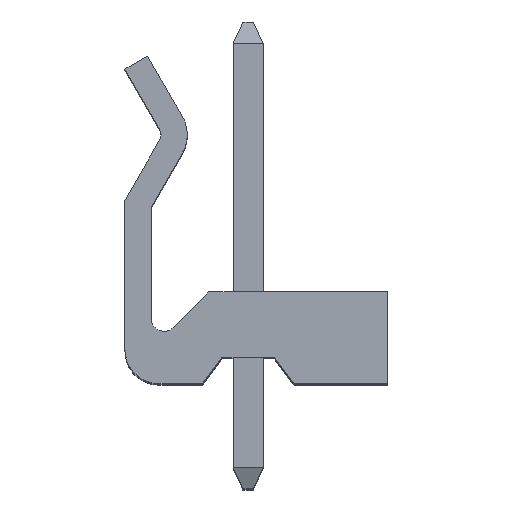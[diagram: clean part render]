
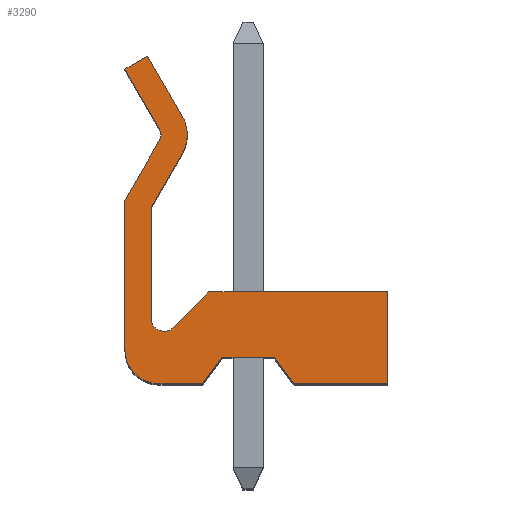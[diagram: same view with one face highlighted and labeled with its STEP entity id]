
A CAD part, top view. The second image highlights one B-rep face of the part: STEP entity #3290.
In plain terms, the highlighted planar face has unit normal (0, 0, 1).
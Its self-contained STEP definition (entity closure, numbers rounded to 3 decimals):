
#3290=ADVANCED_FACE('',(#3624),#3626,.F.);
#3624=FACE_BOUND('',#3625,.T.);
#3625=EDGE_LOOP('',(#3857,#3858,#3859,#3860,#3861,#3862,#3863,#3864,#3865,#3866,
#3867,#3868,#3869,#3870,#3871,#3872,#3873,#3874,#3875));
#3626=PLANE('',#3627);
#3627=AXIS2_PLACEMENT_3D('',#3628,#3629,#3630);
#3628=CARTESIAN_POINT('',(0.981,9.5,11.95));
#3629=DIRECTION('',(-0.,0.,-1.));
#3630=DIRECTION('',(-1.,0.,0.));
#3857=ORIENTED_EDGE('',*,*,#4008,.T.);
#3858=ORIENTED_EDGE('',*,*,#3952,.F.);
#3859=ORIENTED_EDGE('',*,*,#3945,.F.);
#3860=ORIENTED_EDGE('',*,*,#3942,.F.);
#3861=ORIENTED_EDGE('',*,*,#3988,.T.);
#3862=ORIENTED_EDGE('',*,*,#3985,.T.);
#3863=ORIENTED_EDGE('',*,*,#3978,.T.);
#3864=ORIENTED_EDGE('',*,*,#3975,.T.);
#3865=ORIENTED_EDGE('',*,*,#3972,.T.);
#3866=ORIENTED_EDGE('',*,*,#3969,.T.);
#3867=ORIENTED_EDGE('',*,*,#3966,.T.);
#3868=ORIENTED_EDGE('',*,*,#3963,.T.);
#3869=ORIENTED_EDGE('',*,*,#3960,.T.);
#3870=ORIENTED_EDGE('',*,*,#4006,.T.);
#3871=ORIENTED_EDGE('',*,*,#4003,.T.);
#3872=ORIENTED_EDGE('',*,*,#4000,.T.);
#3873=ORIENTED_EDGE('',*,*,#3997,.T.);
#3874=ORIENTED_EDGE('',*,*,#3994,.T.);
#3875=ORIENTED_EDGE('',*,*,#3956,.T.);
#3942=EDGE_CURVE('',#4068,#4070,#4071,.T.);
#3945=EDGE_CURVE('',#4070,#4075,#4076,.T.);
#3952=EDGE_CURVE('',#4075,#4088,#4089,.T.);
#3956=EDGE_CURVE('',#4096,#4094,#4097,.T.);
#3960=EDGE_CURVE('',#4104,#4102,#4105,.T.);
#3963=EDGE_CURVE('',#4109,#4104,#4110,.T.);
#3966=EDGE_CURVE('',#4114,#4109,#4115,.T.);
#3969=EDGE_CURVE('',#4119,#4114,#4120,.T.);
#3972=EDGE_CURVE('',#4124,#4119,#4125,.T.);
#3975=EDGE_CURVE('',#4129,#4124,#4130,.T.);
#3978=EDGE_CURVE('',#4134,#4129,#4135,.T.);
#3985=EDGE_CURVE('',#4147,#4134,#4148,.T.);
#3988=EDGE_CURVE('',#4068,#4147,#4151,.T.);
#3994=EDGE_CURVE('',#4162,#4096,#4163,.T.);
#3997=EDGE_CURVE('',#4167,#4162,#4168,.T.);
#4000=EDGE_CURVE('',#4172,#4167,#4173,.T.);
#4003=EDGE_CURVE('',#4177,#4172,#4178,.T.);
#4006=EDGE_CURVE('',#4102,#4177,#4181,.T.);
#4008=EDGE_CURVE('',#4094,#4088,#4183,.T.);
#4068=VERTEX_POINT('',#4305);
#4070=VERTEX_POINT('',#4309);
#4071=LINE('',#4310,#4311);
#4075=VERTEX_POINT('',#4320);
#4076=LINE('',#4321,#4322);
#4088=VERTEX_POINT('',#4347);
#4089=LINE('',#4348,#4349);
#4094=VERTEX_POINT('',#4360);
#4096=VERTEX_POINT('',#4364);
#4097=CIRCLE('',#4365,1.3);
#4102=VERTEX_POINT('',#4377);
#4104=VERTEX_POINT('',#4381);
#4105=LINE('',#4382,#4383);
#4109=VERTEX_POINT('',#4393);
#4110=CIRCLE('',#4394,1.4);
#4114=VERTEX_POINT('',#4405);
#4115=LINE('',#4406,#4407);
#4119=VERTEX_POINT('',#4416);
#4120=LINE('',#4417,#4418);
#4124=VERTEX_POINT('',#4428);
#4125=CIRCLE('',#4429,0.5);
#4129=VERTEX_POINT('',#4440);
#4130=LINE('',#4441,#4442);
#4134=VERTEX_POINT('',#4451);
#4135=LINE('',#4452,#4453);
#4147=VERTEX_POINT('',#4478);
#4148=LINE('',#4479,#4480);
#4151=LINE('',#4488,#4489);
#4162=VERTEX_POINT('',#4511);
#4163=LINE('',#4512,#4513);
#4167=VERTEX_POINT('',#4522);
#4168=LINE('',#4523,#4524);
#4172=VERTEX_POINT('',#4534);
#4173=CIRCLE('',#4535,0.4);
#4177=VERTEX_POINT('',#4546);
#4178=LINE('',#4547,#4548);
#4181=LINE('',#4556,#4557);
#4183=LINE('',#4562,#4563);
#4305=CARTESIAN_POINT('',(6.45,0.,11.95));
#4309=CARTESIAN_POINT('',(5.7,1.,11.95));
#4310=CARTESIAN_POINT('',(6.45,0.,11.95));
#4311=VECTOR('',#4312,1.);
#4312=DIRECTION('',(-0.6,0.8,0.));
#4320=CARTESIAN_POINT('',(3.7,1.,11.95));
#4321=CARTESIAN_POINT('',(5.7,1.,11.95));
#4322=VECTOR('',#4323,1.);
#4323=DIRECTION('',(-1.,0.,0.));
#4347=CARTESIAN_POINT('',(2.95,0.,11.95));
#4348=CARTESIAN_POINT('',(3.7,1.,11.95));
#4349=VECTOR('',#4350,1.);
#4350=DIRECTION('',(-0.6,-0.8,0.));
#4360=CARTESIAN_POINT('',(1.3,0.,11.95));
#4364=CARTESIAN_POINT('',(0.,1.3,11.95));
#4365=AXIS2_PLACEMENT_3D('',#4366,#4367,#4368);
#4366=CARTESIAN_POINT('',(1.3,1.3,11.95));
#4367=DIRECTION('',(0.,0.,1.));
#4368=DIRECTION('',(-1.,0.,0.));
#4377=CARTESIAN_POINT('',(0.866,12.5,11.95));
#4381=CARTESIAN_POINT('',(2.194,10.2,11.95));
#4382=CARTESIAN_POINT('',(2.194,10.2,11.95));
#4383=VECTOR('',#4384,1.);
#4384=DIRECTION('',(-0.5,0.866,0.));
#4393=CARTESIAN_POINT('',(2.194,8.8,11.95));
#4394=AXIS2_PLACEMENT_3D('',#4395,#4396,#4397);
#4395=CARTESIAN_POINT('',(0.981,9.5,11.95));
#4396=DIRECTION('',(0.,-0.,1.));
#4397=DIRECTION('',(0.866,-0.5,0.));
#4405=CARTESIAN_POINT('',(1.,6.732,11.95));
#4406=CARTESIAN_POINT('',(1.,6.732,11.95));
#4407=VECTOR('',#4408,1.);
#4408=DIRECTION('',(0.5,0.866,0.));
#4416=CARTESIAN_POINT('',(1.,2.5,11.95));
#4417=CARTESIAN_POINT('',(1.,2.5,11.95));
#4418=VECTOR('',#4419,1.);
#4419=DIRECTION('',(0.,1.,0.));
#4428=CARTESIAN_POINT('',(1.854,2.146,11.95));
#4429=AXIS2_PLACEMENT_3D('',#4430,#4431,#4432);
#4430=CARTESIAN_POINT('',(1.5,2.5,11.95));
#4431=DIRECTION('',(-0.,0.,-1.));
#4432=DIRECTION('',(0.707,-0.707,0.));
#4440=CARTESIAN_POINT('',(3.207,3.5,11.95));
#4441=CARTESIAN_POINT('',(3.207,3.5,11.95));
#4442=VECTOR('',#4443,1.);
#4443=DIRECTION('',(-0.707,-0.707,0.));
#4451=CARTESIAN_POINT('',(10.,3.5,11.95));
#4452=CARTESIAN_POINT('',(10.,3.5,11.95));
#4453=VECTOR('',#4454,1.);
#4454=DIRECTION('',(-1.,0.,0.));
#4478=CARTESIAN_POINT('',(10.,0.,11.95));
#4479=CARTESIAN_POINT('',(10.,0.,11.95));
#4480=VECTOR('',#4481,1.);
#4481=DIRECTION('',(0.,1.,0.));
#4488=CARTESIAN_POINT('',(6.45,0.,11.95));
#4489=VECTOR('',#4490,1.);
#4490=DIRECTION('',(1.,0.,0.));
#4511=CARTESIAN_POINT('',(0.,7.,11.95));
#4512=CARTESIAN_POINT('',(0.,7.,11.95));
#4513=VECTOR('',#4514,1.);
#4514=DIRECTION('',(0.,-1.,0.));
#4522=CARTESIAN_POINT('',(1.328,9.3,11.95));
#4523=CARTESIAN_POINT('',(1.328,9.3,11.95));
#4524=VECTOR('',#4525,1.);
#4525=DIRECTION('',(-0.5,-0.866,0.));
#4534=CARTESIAN_POINT('',(1.328,9.7,11.95));
#4535=AXIS2_PLACEMENT_3D('',#4536,#4537,#4538);
#4536=CARTESIAN_POINT('',(0.981,9.5,11.95));
#4537=DIRECTION('',(0.,0.,-1.));
#4538=DIRECTION('',(0.866,0.5,0.));
#4546=CARTESIAN_POINT('',(0.,12.,11.95));
#4547=CARTESIAN_POINT('',(0.,12.,11.95));
#4548=VECTOR('',#4549,1.);
#4549=DIRECTION('',(0.5,-0.866,0.));
#4556=CARTESIAN_POINT('',(0.866,12.5,11.95));
#4557=VECTOR('',#4558,1.);
#4558=DIRECTION('',(-0.866,-0.5,0.));
#4562=CARTESIAN_POINT('',(1.3,0.,11.95));
#4563=VECTOR('',#4564,1.);
#4564=DIRECTION('',(1.,0.,0.));
